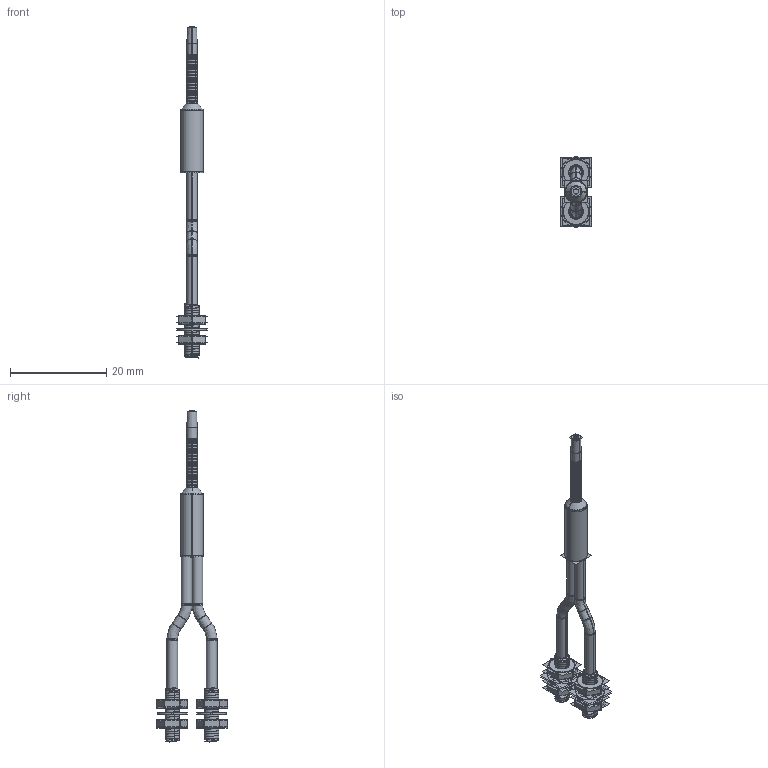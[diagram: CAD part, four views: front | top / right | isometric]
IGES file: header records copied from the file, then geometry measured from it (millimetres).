
Start section:  PTC IGES file: 193369.igs
Global section: file name: 193369.igs; native system: Creo Parametric by Parametric Technology Corporation; preprocessor: 2013230; author: pdmadmin; organization: Unknown; date: 20160302.095312; units: millimetre
Bounding box: 6.36 x 14.61 x 68.97 mm (x, y, z)
Volume: 609.8 mm3; surface area: 15977 mm2
Topology: 11 solids, 11 shells, 1480 faces, 7920 edges, 10310 vertices
Faces by surface type: revolution 1256, bspline 224
